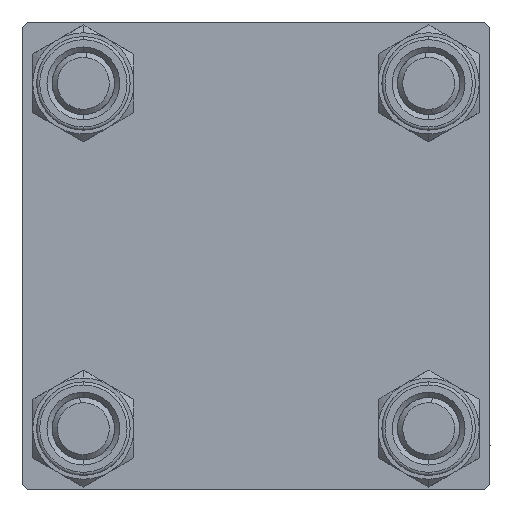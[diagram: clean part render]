
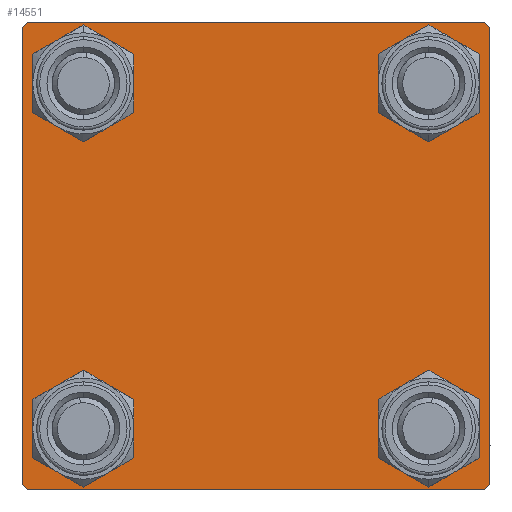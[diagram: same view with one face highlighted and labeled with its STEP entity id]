
A CAD part, left-side view. The second image highlights one B-rep face of the part: STEP entity #14551.
In plain terms, the highlighted planar face has unit normal (-1, 0, 0).
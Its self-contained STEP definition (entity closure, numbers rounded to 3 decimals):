
#159 = AXIS2_PLACEMENT_3D ( 'NONE', #15751, #39396, #3793 ) ;
#216 = FACE_BOUND ( 'NONE', #46949, .T. ) ;
#294 = ORIENTED_EDGE ( 'NONE', *, *, #3672, .T. ) ;
#459 = FACE_OUTER_BOUND ( 'NONE', #13991, .T. ) ;
#1066 = AXIS2_PLACEMENT_3D ( 'NONE', #30189, #10366, #49360 ) ;
#1126 = VECTOR ( 'NONE', #9747, 1000. ) ;
#1232 = VECTOR ( 'NONE', #25661, 1000. ) ;
#1371 = ORIENTED_EDGE ( 'NONE', *, *, #26469, .T. ) ;
#1400 = VERTEX_POINT ( 'NONE', #50257 ) ;
#1891 = EDGE_CURVE ( 'NONE', #1400, #7404, #9630, .T. ) ;
#1983 = CARTESIAN_POINT ( 'NONE',  ( 0., 22.5, 22. ) ) ;
#2630 = ORIENTED_EDGE ( 'NONE', *, *, #29353, .T. ) ;
#3057 = CARTESIAN_POINT ( 'NONE',  ( 0., -22., -22.5 ) ) ;
#3672 = EDGE_CURVE ( 'NONE', #8718, #42961, #25969, .T. ) ;
#3793 = DIRECTION ( 'NONE',  ( 0., 0., 1. ) ) ;
#3813 = CARTESIAN_POINT ( 'NONE',  ( 0., 22.25, -22.25 ) ) ;
#3874 = VERTEX_POINT ( 'NONE', #30671 ) ;
#3956 = CARTESIAN_POINT ( 'NONE',  ( 0., 22., -22.5 ) ) ;
#4251 = DIRECTION ( 'NONE',  ( 1., 0., 0. ) ) ;
#4285 = FACE_BOUND ( 'NONE', #23755, .T. ) ;
#4330 = CARTESIAN_POINT ( 'NONE',  ( 0., 16.6, -20.1 ) ) ;
#4420 = EDGE_CURVE ( 'NONE', #46614, #3874, #25184, .T. ) ;
#4898 = CIRCLE ( 'NONE', #28437, 3.5 ) ;
#5113 = CIRCLE ( 'NONE', #1066, 3.5 ) ;
#5437 = DIRECTION ( 'NONE',  ( 0., -1., 0. ) ) ;
#5637 = DIRECTION ( 'NONE',  ( 1., 0., 0. ) ) ;
#5956 = VERTEX_POINT ( 'NONE', #25804 ) ;
#6265 = ORIENTED_EDGE ( 'NONE', *, *, #4420, .T. ) ;
#6595 = CARTESIAN_POINT ( 'NONE',  ( 0., -16.6, -13.1 ) ) ;
#7401 = LINE ( 'NONE', #3813, #9156 ) ;
#7404 = VERTEX_POINT ( 'NONE', #6595 ) ;
#7629 = FACE_BOUND ( 'NONE', #46113, .T. ) ;
#7718 = EDGE_CURVE ( 'NONE', #29207, #17766, #8596, .T. ) ;
#8596 = LINE ( 'NONE', #24109, #47217 ) ;
#8718 = VERTEX_POINT ( 'NONE', #12359 ) ;
#9156 = VECTOR ( 'NONE', #19340, 1000. ) ;
#9449 = CARTESIAN_POINT ( 'NONE',  ( 0., 22., 22.5 ) ) ;
#9604 = AXIS2_PLACEMENT_3D ( 'NONE', #49893, #33343, #25722 ) ;
#9630 = CIRCLE ( 'NONE', #16114, 3.5 ) ;
#9712 = CARTESIAN_POINT ( 'NONE',  ( 0., -16.6, -16.6 ) ) ;
#9747 = DIRECTION ( 'NONE',  ( 0., 0., -1. ) ) ;
#9922 = DIRECTION ( 'NONE',  ( 0., 0., -1. ) ) ;
#10114 = ORIENTED_EDGE ( 'NONE', *, *, #7718, .T. ) ;
#10366 = DIRECTION ( 'NONE',  ( 1., 0., 0. ) ) ;
#10487 = VERTEX_POINT ( 'NONE', #12793 ) ;
#10573 = DIRECTION ( 'NONE',  ( 1., 0., 0. ) ) ;
#12142 = DIRECTION ( 'NONE',  ( 0., 0., 1. ) ) ;
#12160 = DIRECTION ( 'NONE',  ( 0., -0.707, 0.707 ) ) ;
#12359 = CARTESIAN_POINT ( 'NONE',  ( 0., 16.6, -13.1 ) ) ;
#12793 = CARTESIAN_POINT ( 'NONE',  ( 0., 16.6, 20.1 ) ) ;
#12794 = EDGE_CURVE ( 'NONE', #42961, #8718, #5113, .T. ) ;
#13303 = CARTESIAN_POINT ( 'NONE',  ( 0., -22.5, 22.5 ) ) ;
#13346 = AXIS2_PLACEMENT_3D ( 'NONE', #45692, #10573, #22265 ) ;
#13847 = ORIENTED_EDGE ( 'NONE', *, *, #29428, .T. ) ;
#13991 = EDGE_LOOP ( 'NONE', ( #6265, #16862, #2630, #10114, #32816, #42737, #39329, #13847 ) ) ;
#14123 = AXIS2_PLACEMENT_3D ( 'NONE', #14134, #26076, #17445 ) ;
#14134 = CARTESIAN_POINT ( 'NONE',  ( 0., -16.6, 16.6 ) ) ;
#14551 = ADVANCED_FACE ( 'NONE', ( #7629, #4285, #38894, #216, #459 ), #42974, .T. ) ;
#15746 = CIRCLE ( 'NONE', #44195, 3.5 ) ;
#15751 = CARTESIAN_POINT ( 'NONE',  ( 0., 0., 0. ) ) ;
#15786 = EDGE_CURVE ( 'NONE', #3874, #18006, #7401, .T. ) ;
#16114 = AXIS2_PLACEMENT_3D ( 'NONE', #9712, #5637, #40992 ) ;
#16310 = VERTEX_POINT ( 'NONE', #17349 ) ;
#16509 = ORIENTED_EDGE ( 'NONE', *, *, #12794, .T. ) ;
#16862 = ORIENTED_EDGE ( 'NONE', *, *, #15786, .T. ) ;
#16892 = ORIENTED_EDGE ( 'NONE', *, *, #44810, .T. ) ;
#17349 = CARTESIAN_POINT ( 'NONE',  ( 0., -16.6, 20.1 ) ) ;
#17445 = DIRECTION ( 'NONE',  ( 0., 0., 1. ) ) ;
#17766 = VERTEX_POINT ( 'NONE', #36047 ) ;
#17782 = LINE ( 'NONE', #33279, #36972 ) ;
#18006 = VERTEX_POINT ( 'NONE', #3956 ) ;
#18744 = EDGE_CURVE ( 'NONE', #50101, #16310, #38490, .T. ) ;
#19340 = DIRECTION ( 'NONE',  ( 0., -0.707, -0.707 ) ) ;
#20283 = CARTESIAN_POINT ( 'NONE',  ( 0., 16.6, -16.6 ) ) ;
#21436 = LINE ( 'NONE', #13303, #1126 ) ;
#21704 = EDGE_CURVE ( 'NONE', #5956, #24346, #38823, .T. ) ;
#22009 = CARTESIAN_POINT ( 'NONE',  ( 0., 16.6, 13.1 ) ) ;
#22265 = DIRECTION ( 'NONE',  ( 0., 0., 1. ) ) ;
#23063 = CARTESIAN_POINT ( 'NONE',  ( 0., -22.25, 22.25 ) ) ;
#23755 = EDGE_LOOP ( 'NONE', ( #42663, #25749 ) ) ;
#23983 = EDGE_CURVE ( 'NONE', #28357, #24346, #42925, .T. ) ;
#24109 = CARTESIAN_POINT ( 'NONE',  ( 0., -22.25, -22.25 ) ) ;
#24346 = VERTEX_POINT ( 'NONE', #24370 ) ;
#24370 = CARTESIAN_POINT ( 'NONE',  ( 0., -22., 22.5 ) ) ;
#24928 = ORIENTED_EDGE ( 'NONE', *, *, #18744, .T. ) ;
#25037 = CIRCLE ( 'NONE', #9604, 3.5 ) ;
#25184 = LINE ( 'NONE', #45041, #30064 ) ;
#25220 = EDGE_CURVE ( 'NONE', #29915, #10487, #15746, .T. ) ;
#25410 = CARTESIAN_POINT ( 'NONE',  ( 0., 22.5, -22.5 ) ) ;
#25661 = DIRECTION ( 'NONE',  ( 0., -1., 0. ) ) ;
#25722 = DIRECTION ( 'NONE',  ( 0., 0., 1. ) ) ;
#25749 = ORIENTED_EDGE ( 'NONE', *, *, #1891, .T. ) ;
#25777 = EDGE_CURVE ( 'NONE', #5956, #17766, #21436, .T. ) ;
#25804 = CARTESIAN_POINT ( 'NONE',  ( 0., -22.5, 22. ) ) ;
#25969 = CIRCLE ( 'NONE', #37312, 3.5 ) ;
#26076 = DIRECTION ( 'NONE',  ( 1., 0., 0. ) ) ;
#26469 = EDGE_CURVE ( 'NONE', #10487, #29915, #45039, .T. ) ;
#27908 = DIRECTION ( 'NONE',  ( 1., 0., 0. ) ) ;
#28161 = DIRECTION ( 'NONE',  ( 0., 0., 1. ) ) ;
#28357 = VERTEX_POINT ( 'NONE', #9449 ) ;
#28437 = AXIS2_PLACEMENT_3D ( 'NONE', #43438, #4251, #12142 ) ;
#29207 = VERTEX_POINT ( 'NONE', #3057 ) ;
#29353 = EDGE_CURVE ( 'NONE', #18006, #29207, #36842, .T. ) ;
#29428 = EDGE_CURVE ( 'NONE', #28357, #46614, #17782, .T. ) ;
#29915 = VERTEX_POINT ( 'NONE', #22009 ) ;
#29947 = CARTESIAN_POINT ( 'NONE',  ( 0., 16.6, 16.6 ) ) ;
#30064 = VECTOR ( 'NONE', #9922, 1000. ) ;
#30189 = CARTESIAN_POINT ( 'NONE',  ( 0., 16.6, -16.6 ) ) ;
#30671 = CARTESIAN_POINT ( 'NONE',  ( 0., 22.5, -22. ) ) ;
#31201 = CARTESIAN_POINT ( 'NONE',  ( 0., 22.5, 22.5 ) ) ;
#32816 = ORIENTED_EDGE ( 'NONE', *, *, #25777, .F. ) ;
#33279 = CARTESIAN_POINT ( 'NONE',  ( 0., 22.25, 22.25 ) ) ;
#33343 = DIRECTION ( 'NONE',  ( 1., 0., 0. ) ) ;
#34507 = DIRECTION ( 'NONE',  ( 0., 0.707, 0.707 ) ) ;
#36047 = CARTESIAN_POINT ( 'NONE',  ( 0., -22.5, -22. ) ) ;
#36842 = LINE ( 'NONE', #25410, #1232 ) ;
#36972 = VECTOR ( 'NONE', #48830, 1000. ) ;
#37312 = AXIS2_PLACEMENT_3D ( 'NONE', #20283, #27908, #28161 ) ;
#38490 = CIRCLE ( 'NONE', #14123, 3.5 ) ;
#38823 = LINE ( 'NONE', #23063, #46747 ) ;
#38894 = FACE_BOUND ( 'NONE', #45871, .T. ) ;
#39103 = EDGE_CURVE ( 'NONE', #7404, #1400, #25037, .T. ) ;
#39329 = ORIENTED_EDGE ( 'NONE', *, *, #23983, .F. ) ;
#39396 = DIRECTION ( 'NONE',  ( -1., 0., 0. ) ) ;
#40992 = DIRECTION ( 'NONE',  ( 0., 0., 1. ) ) ;
#41224 = ORIENTED_EDGE ( 'NONE', *, *, #25220, .T. ) ;
#41725 = VECTOR ( 'NONE', #5437, 1000. ) ;
#42166 = DIRECTION ( 'NONE',  ( 1., 0., 0. ) ) ;
#42663 = ORIENTED_EDGE ( 'NONE', *, *, #39103, .T. ) ;
#42737 = ORIENTED_EDGE ( 'NONE', *, *, #21704, .T. ) ;
#42925 = LINE ( 'NONE', #31201, #41725 ) ;
#42961 = VERTEX_POINT ( 'NONE', #4330 ) ;
#42974 = PLANE ( 'NONE',  #159 ) ;
#43438 = CARTESIAN_POINT ( 'NONE',  ( 0., -16.6, 16.6 ) ) ;
#44195 = AXIS2_PLACEMENT_3D ( 'NONE', #29947, #42166, #46240 ) ;
#44810 = EDGE_CURVE ( 'NONE', #16310, #50101, #4898, .T. ) ;
#45039 = CIRCLE ( 'NONE', #13346, 3.5 ) ;
#45041 = CARTESIAN_POINT ( 'NONE',  ( 0., 22.5, 22.5 ) ) ;
#45692 = CARTESIAN_POINT ( 'NONE',  ( 0., 16.6, 16.6 ) ) ;
#45871 = EDGE_LOOP ( 'NONE', ( #294, #16509 ) ) ;
#46113 = EDGE_LOOP ( 'NONE', ( #16892, #24928 ) ) ;
#46240 = DIRECTION ( 'NONE',  ( 0., 0., 1. ) ) ;
#46344 = CARTESIAN_POINT ( 'NONE',  ( 0., -16.6, 13.1 ) ) ;
#46614 = VERTEX_POINT ( 'NONE', #1983 ) ;
#46747 = VECTOR ( 'NONE', #34507, 1000. ) ;
#46949 = EDGE_LOOP ( 'NONE', ( #1371, #41224 ) ) ;
#47217 = VECTOR ( 'NONE', #12160, 1000. ) ;
#48830 = DIRECTION ( 'NONE',  ( 0., 0.707, -0.707 ) ) ;
#49360 = DIRECTION ( 'NONE',  ( 0., 0., 1. ) ) ;
#49893 = CARTESIAN_POINT ( 'NONE',  ( 0., -16.6, -16.6 ) ) ;
#50101 = VERTEX_POINT ( 'NONE', #46344 ) ;
#50257 = CARTESIAN_POINT ( 'NONE',  ( 0., -16.6, -20.1 ) ) ;
